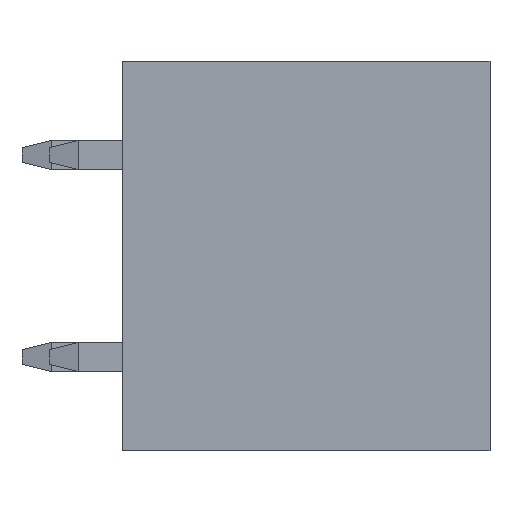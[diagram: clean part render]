
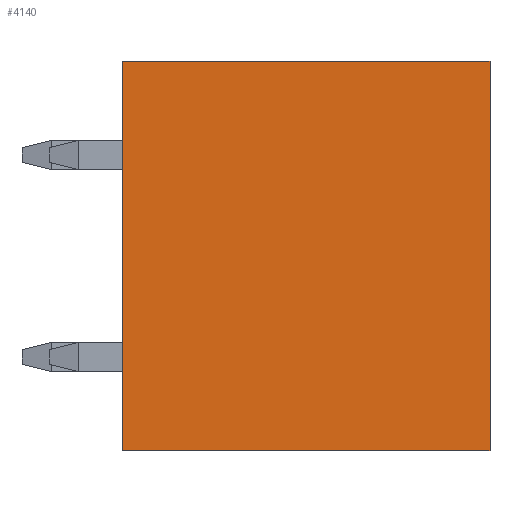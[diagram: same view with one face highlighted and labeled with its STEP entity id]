
A CAD part, left-side view. The second image highlights one B-rep face of the part: STEP entity #4140.
In plain terms, the highlighted planar face has unit normal (-1, 0, 0).
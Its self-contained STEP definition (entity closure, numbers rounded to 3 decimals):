
#448=LINE('',#6558,#912);
#458=LINE('',#6579,#922);
#463=LINE('',#6588,#927);
#480=LINE('',#6624,#944);
#912=VECTOR('',#5337,1000.);
#922=VECTOR('',#5351,1000.);
#927=VECTOR('',#5358,1000.);
#944=VECTOR('',#5383,1000.);
#1831=ORIENTED_EDGE('',*,*,#2625,.T.);
#1832=ORIENTED_EDGE('',*,*,#2615,.T.);
#1833=ORIENTED_EDGE('',*,*,#2650,.T.);
#1834=ORIENTED_EDGE('',*,*,#2630,.T.);
#2615=EDGE_CURVE('',#3072,#3071,#448,.T.);
#2625=EDGE_CURVE('',#3081,#3072,#458,.T.);
#2630=EDGE_CURVE('',#3084,#3081,#463,.T.);
#2650=EDGE_CURVE('',#3071,#3084,#480,.T.);
#3071=VERTEX_POINT('',#6557);
#3072=VERTEX_POINT('',#6559);
#3081=VERTEX_POINT('',#6580);
#3084=VERTEX_POINT('',#6589);
#3452=EDGE_LOOP('',(#1831,#1832,#1833,#1834));
#3730=FACE_BOUND('',#3452,.T.);
#3931=PLANE('',#4483);
#4140=ADVANCED_FACE('',(#3730),#3931,.T.);
#4483=AXIS2_PLACEMENT_3D('',#6625,#5384,#5385);
#5337=DIRECTION('',(0.,-1.,0.));
#5351=DIRECTION('',(0.,0.,-1.));
#5358=DIRECTION('',(0.,1.,0.));
#5383=DIRECTION('',(0.,0.,1.));
#5384=DIRECTION('',(-1.,0.,0.));
#5385=DIRECTION('',(0.,0.,1.));
#6557=CARTESIAN_POINT('',(-5.65,-5.,-5.3));
#6558=CARTESIAN_POINT('',(-5.65,5.,-5.3));
#6559=CARTESIAN_POINT('',(-5.65,5.,-5.3));
#6579=CARTESIAN_POINT('',(-5.65,5.,5.3));
#6580=CARTESIAN_POINT('',(-5.65,5.,5.3));
#6588=CARTESIAN_POINT('',(-5.65,-5.,5.3));
#6589=CARTESIAN_POINT('',(-5.65,-5.,5.3));
#6624=CARTESIAN_POINT('',(-5.65,-5.,-5.3));
#6625=CARTESIAN_POINT('',(-5.65,0.,0.));
